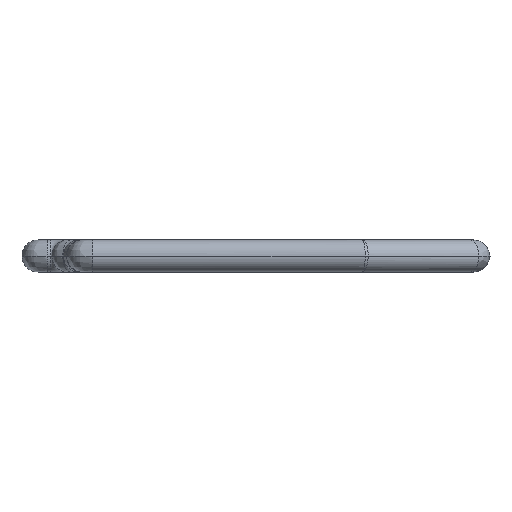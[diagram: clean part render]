
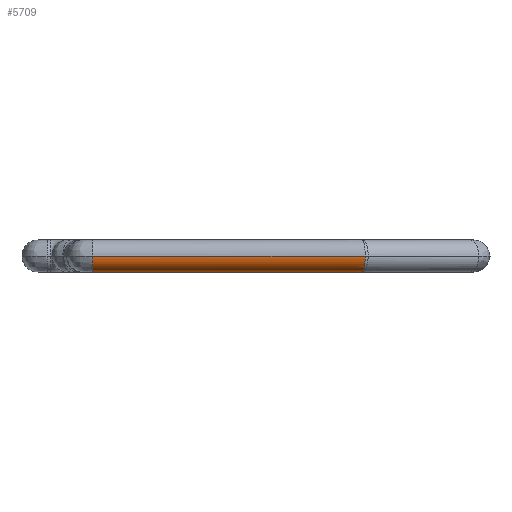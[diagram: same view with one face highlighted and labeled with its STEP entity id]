
A CAD part, left-side view. The second image highlights one B-rep face of the part: STEP entity #5709.
In plain terms, the highlighted cylindrical face has radius 3.498 mm (diameter 6.996 mm), a partial arc.
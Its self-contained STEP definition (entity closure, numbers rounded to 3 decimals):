
#55=ELLIPSE('',#6194,3.547,3.498);
#407=FACE_OUTER_BOUND('',#777,.T.);
#777=EDGE_LOOP('',(#4650,#4651,#4652,#4653));
#1076=CIRCLE('',#6199,3.498);
#1514=LINE('',#10975,#1897);
#1688=LINE('',#15874,#2071);
#1897=VECTOR('',#6783,10.);
#2071=VECTOR('',#7387,10.);
#2414=VERTEX_POINT('',#10972);
#2415=VERTEX_POINT('',#10974);
#2609=VERTEX_POINT('',#15813);
#2613=VERTEX_POINT('',#15873);
#3009=EDGE_CURVE('',#2414,#2415,#1514,.T.);
#3331=EDGE_CURVE('',#2414,#2609,#55,.T.);
#3336=EDGE_CURVE('',#2613,#2609,#1688,.T.);
#3337=EDGE_CURVE('',#2415,#2613,#1076,.T.);
#4650=ORIENTED_EDGE('',*,*,#3331,.T.);
#4651=ORIENTED_EDGE('',*,*,#3336,.F.);
#4652=ORIENTED_EDGE('',*,*,#3337,.F.);
#4653=ORIENTED_EDGE('',*,*,#3009,.F.);
#5429=CYLINDRICAL_SURFACE('',#6198,3.498);
#5709=ADVANCED_FACE('',(#407),#5429,.T.);
#6194=AXIS2_PLACEMENT_3D('',#15816,#7376,#7377);
#6198=AXIS2_PLACEMENT_3D('',#15872,#7385,#7386);
#6199=AXIS2_PLACEMENT_3D('',#15875,#7388,#7389);
#6783=DIRECTION('',(0.002,1.,0.));
#7376=DIRECTION('center_axis',(-0.164,0.986,0.));
#7377=DIRECTION('ref_axis',(-0.986,-0.164,0.));
#7385=DIRECTION('center_axis',(-0.002,-1.,
0.));
#7386=DIRECTION('ref_axis',(-0.707,0.001,-0.707));
#7387=DIRECTION('',(-0.002,-1.,0.));
#7388=DIRECTION('center_axis',(0.002,1.,0.));
#7389=DIRECTION('ref_axis',(0.,0.,-1.));
#10972=CARTESIAN_POINT('',(128.357,-68.696,15.693));
#10974=CARTESIAN_POINT('',(128.453,-9.971,15.693));
#10975=CARTESIAN_POINT('',(128.375,-57.353,15.693));
#15813=CARTESIAN_POINT('',(124.858,-69.279,19.191));
#15816=CARTESIAN_POINT('Origin',(128.357,-68.696,19.191));
#15872=CARTESIAN_POINT('Origin',(128.375,-57.353,19.191));
#15873=CARTESIAN_POINT('',(124.955,-9.965,19.191));
#15874=CARTESIAN_POINT('',(124.877,-57.347,19.191));
#15875=CARTESIAN_POINT('Origin',(128.453,-9.971,19.191));
